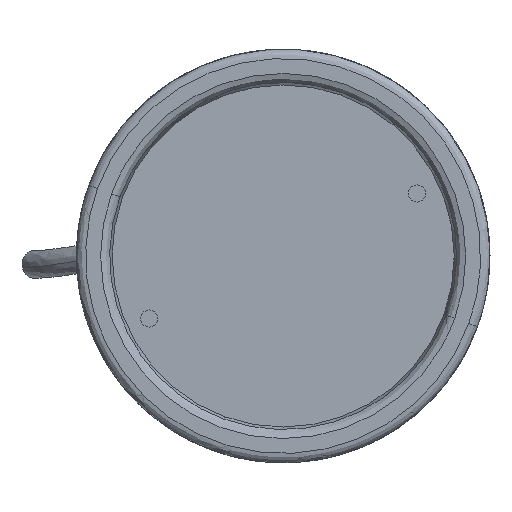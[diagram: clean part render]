
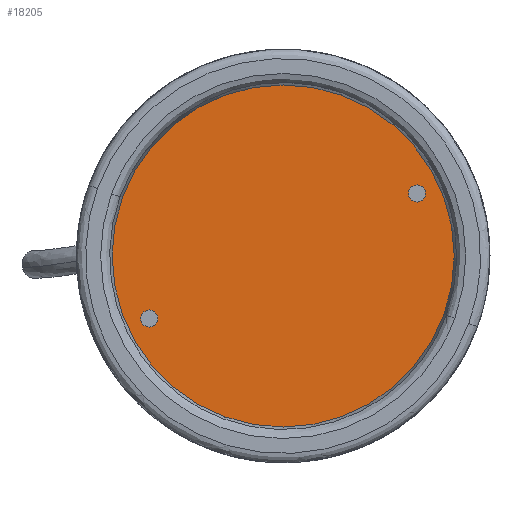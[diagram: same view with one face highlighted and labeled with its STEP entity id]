
A CAD part, front view. The second image highlights one B-rep face of the part: STEP entity #18205.
In plain terms, the highlighted planar face has unit normal (0, -1, 0).
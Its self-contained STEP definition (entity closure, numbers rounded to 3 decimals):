
#745 = CARTESIAN_POINT ( 'NONE',  ( -33.588, 5.2, -33.588 ) ) ;
#1937 = ORIENTED_EDGE ( 'NONE', *, *, #8931, .T. ) ;
#2107 = CIRCLE ( 'NONE', #76637, 55. ) ;
#2588 = DIRECTION ( 'NONE',  ( 0., -1., 0. ) ) ;
#2732 = EDGE_CURVE ( 'NONE', #57310, #21336, #66598, .T. ) ;
#2868 = DIRECTION ( 'NONE',  ( 0., 0., -1. ) ) ;
#4001 = EDGE_LOOP ( 'NONE', ( #25711, #51147 ) ) ;
#5998 = EDGE_LOOP ( 'NONE', ( #72855, #1937 ) ) ;
#6058 = DIRECTION ( 'NONE',  ( 0., 1., 0. ) ) ;
#6416 = CARTESIAN_POINT ( 'NONE',  ( 36.338, 5.2, 33.588 ) ) ;
#6841 = FACE_OUTER_BOUND ( 'NONE', #5998, .T. ) ;
#8931 = EDGE_CURVE ( 'NONE', #67263, #61289, #63268, .T. ) ;
#9965 = DIRECTION ( 'NONE',  ( 0., -1., 0. ) ) ;
#11973 = ORIENTED_EDGE ( 'NONE', *, *, #73753, .F. ) ;
#12406 = DIRECTION ( 'NONE',  ( 0., 0., 1. ) ) ;
#13031 = DIRECTION ( 'NONE',  ( 1., 0., 0. ) ) ;
#13914 = DIRECTION ( 'NONE',  ( 1., 0., 0. ) ) ;
#15115 = CIRCLE ( 'NONE', #18903, 2.75 ) ;
#17661 = AXIS2_PLACEMENT_3D ( 'NONE', #56789, #2588, #50852 ) ;
#18205 = ADVANCED_FACE ( 'NONE', ( #18750, #61844, #6841 ), #31022, .F. ) ;
#18219 = VERTEX_POINT ( 'NONE', #25470 ) ;
#18750 = FACE_BOUND ( 'NONE', #4001, .T. ) ;
#18903 = AXIS2_PLACEMENT_3D ( 'NONE', #745, #42684, #13031 ) ;
#21336 = VERTEX_POINT ( 'NONE', #6416 ) ;
#21424 = CARTESIAN_POINT ( 'NONE',  ( -33.588, 5.2, -33.588 ) ) ;
#21888 = DIRECTION ( 'NONE',  ( 0., -1., 0. ) ) ;
#24712 = EDGE_LOOP ( 'NONE', ( #11973, #31076 ) ) ;
#25470 = CARTESIAN_POINT ( 'NONE',  ( -30.838, 5.2, -33.588 ) ) ;
#25711 = ORIENTED_EDGE ( 'NONE', *, *, #50716, .F. ) ;
#26576 = DIRECTION ( 'NONE',  ( 0., -1., 0. ) ) ;
#31022 = PLANE ( 'NONE',  #48482 ) ;
#31076 = ORIENTED_EDGE ( 'NONE', *, *, #51282, .F. ) ;
#33759 = CARTESIAN_POINT ( 'NONE',  ( 0., 5.2, 0. ) ) ;
#33939 = AXIS2_PLACEMENT_3D ( 'NONE', #76432, #21888, #75278 ) ;
#34168 = AXIS2_PLACEMENT_3D ( 'NONE', #21424, #26576, #13914 ) ;
#40960 = DIRECTION ( 'NONE',  ( 0., -1., 0. ) ) ;
#41623 = CIRCLE ( 'NONE', #17661, 2.75 ) ;
#42684 = DIRECTION ( 'NONE',  ( 0., -1., 0. ) ) ;
#43639 = CARTESIAN_POINT ( 'NONE',  ( -110., 5.2, -110. ) ) ;
#45570 = EDGE_CURVE ( 'NONE', #61289, #67263, #2107, .T. ) ;
#48482 = AXIS2_PLACEMENT_3D ( 'NONE', #43639, #6058, #12406 ) ;
#49003 = CARTESIAN_POINT ( 'NONE',  ( 0., 5.2, -55. ) ) ;
#50716 = EDGE_CURVE ( 'NONE', #21336, #57310, #41623, .T. ) ;
#50852 = DIRECTION ( 'NONE',  ( 1., 0., 0. ) ) ;
#51147 = ORIENTED_EDGE ( 'NONE', *, *, #2732, .F. ) ;
#51282 = EDGE_CURVE ( 'NONE', #62530, #18219, #15115, .T. ) ;
#56789 = CARTESIAN_POINT ( 'NONE',  ( 33.588, 5.2, 33.588 ) ) ;
#57310 = VERTEX_POINT ( 'NONE', #75174 ) ;
#58748 = DIRECTION ( 'NONE',  ( 0., 0., -1. ) ) ;
#59162 = CARTESIAN_POINT ( 'NONE',  ( 0., 5.2, 55. ) ) ;
#61289 = VERTEX_POINT ( 'NONE', #49003 ) ;
#61844 = FACE_BOUND ( 'NONE', #24712, .T. ) ;
#62530 = VERTEX_POINT ( 'NONE', #75372 ) ;
#63268 = CIRCLE ( 'NONE', #74660, 55. ) ;
#66598 = CIRCLE ( 'NONE', #33939, 2.75 ) ;
#67263 = VERTEX_POINT ( 'NONE', #59162 ) ;
#68254 = CIRCLE ( 'NONE', #34168, 2.75 ) ;
#72855 = ORIENTED_EDGE ( 'NONE', *, *, #45570, .T. ) ;
#73753 = EDGE_CURVE ( 'NONE', #18219, #62530, #68254, .T. ) ;
#74660 = AXIS2_PLACEMENT_3D ( 'NONE', #33759, #9965, #2868 ) ;
#75174 = CARTESIAN_POINT ( 'NONE',  ( 30.838, 5.2, 33.588 ) ) ;
#75278 = DIRECTION ( 'NONE',  ( 1., 0., 0. ) ) ;
#75372 = CARTESIAN_POINT ( 'NONE',  ( -36.338, 5.2, -33.588 ) ) ;
#76432 = CARTESIAN_POINT ( 'NONE',  ( 33.588, 5.2, 33.588 ) ) ;
#76637 = AXIS2_PLACEMENT_3D ( 'NONE', #77726, #40960, #58748 ) ;
#77726 = CARTESIAN_POINT ( 'NONE',  ( 0., 5.2, 0. ) ) ;
